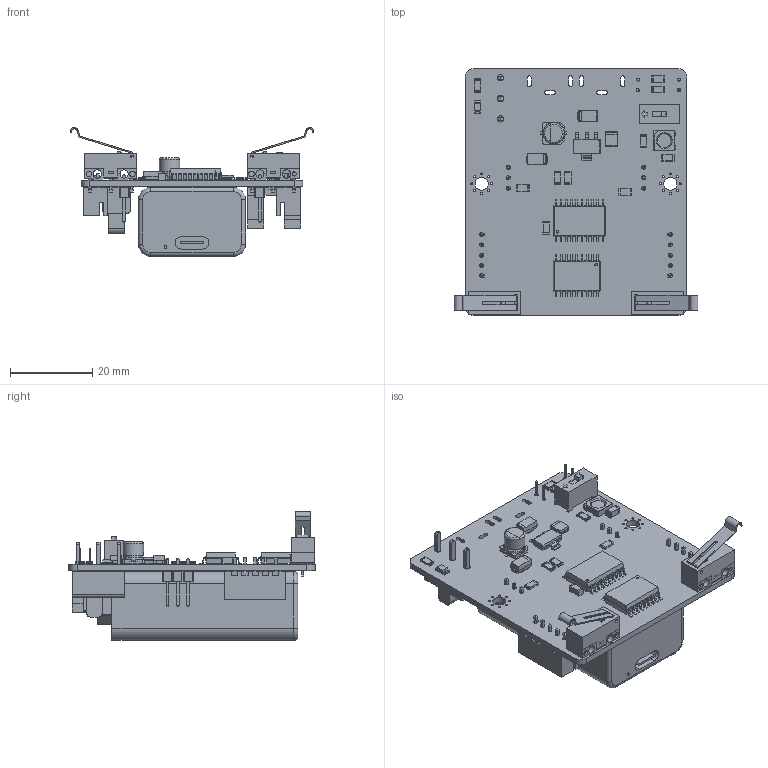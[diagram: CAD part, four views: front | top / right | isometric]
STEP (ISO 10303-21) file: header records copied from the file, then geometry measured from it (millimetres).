
FILE_DESCRIPTION(('KiCad electronic assembly'),'2;1');
FILE_NAME('MicroPAMI-2026.step','2025-12-31T01:49:24',('Pcbnew'),( 'Kicad'),'Open CASCADE STEP processor 7.9','KiCad to STEP converter' ,'Unknown');
FILE_SCHEMA(('AUTOMOTIVE_DESIGN { 1 0 10303 214 1 1 1 1 }'));
Length unit declared in the file: millimetre
Products named in the file (29): MicroPAMI-2026 1; R_1206_3216Metric; D_SMA; SOIC-18W_7.5x11.6mm_P1.27mm; LED_1206_3216Metric; SW_DIP_SPSTx01_Slide_9.78x4.72mm_W7.62mm_P2.54mm; C_1206_3216Metric; SW_XKB_DM1-16UP-1; Bottom001; Top001; Plunger001; Lever_16U001; Pin_NO005; Pin_C005; Pin_NC005; CP_Elec_5x5.4; SOT-223; LED_WS2812B_PLCC4_5.0x5.0mm_P3.2mm; CP_EIA-3528-12_Kemet-T; SOIC-20W_7.5x12.8mm_P1.27mm; PinHeader_1x03_P2.54mm_Vertical; Everlight_ITR9608-F; SK-12D10 1P2T; Body; Pin; Lever; JST_XH_B5B-XH-A_1x05_P2.50mm_Vertical; 9V Battery; MicroPAMI-2026_PCB
Assembly tree (41 placements, depth 3):
  MicroPAMI-2026 1
    R_1206_3216Metric  x9
    D_SMA  x2
    SOIC-18W_7.5x11.6mm_P1.27mm
    LED_1206_3216Metric
    SW_DIP_SPSTx01_Slide_9.78x4.72mm_W7.62mm_P2.54mm
    C_1206_3216Metric  x2
    SW_XKB_DM1-16UP-1  x2
      Bottom001
      Top001
      Plunger001
      Lever_16U001
      Pin_NO005
      Pin_C005
      Pin_NC005
    CP_Elec_5x5.4
    SOT-223
    LED_WS2812B_PLCC4_5.0x5.0mm_P3.2mm
    CP_EIA-3528-12_Kemet-T
    SOIC-20W_7.5x12.8mm_P1.27mm
    PinHeader_1x03_P2.54mm_Vertical  x2
    Everlight_ITR9608-F
    SK-12D10 1P2T
      Body
      Pin
      Lever
    JST_XH_B5B-XH-A_1x05_P2.50mm_Vertical  x2
    9V Battery
    MicroPAMI-2026_PCB
Bounding box: 59.43 x 60 x 31.38 mm (x, y, z)
Volume: 27600.6 mm3; surface area: 18861.2 mm2
Topology: 51 solids, 51 shells, 2535 faces, 6665 edges, 4292 vertices
Faces by surface type: plane 1990, cylinder 465, bspline 70, torus 8, revolution 1, cone 1
Full cylindrical faces by diameter (mm): 0.5 x16, 0.6 x1, 0.7 x1, 0.8 x6, 0.95 x10, 1 x8, 1.1 x6, 1.4 x6, 1.5 x3, 2 x4, 3.2 x2, 3.333 x1, 4.2 x1, 5 x2, 5.6 x1
Entity records: 68426 total; most frequent: CARTESIAN_POINT 10753, ORIENTED_EDGE 9559, DIRECTION 8987, EDGE_CURVE 4780, LINE 3930, VECTOR 3930, VERTEX_POINT 3072, AXIS2_PLACEMENT_3D 2528
